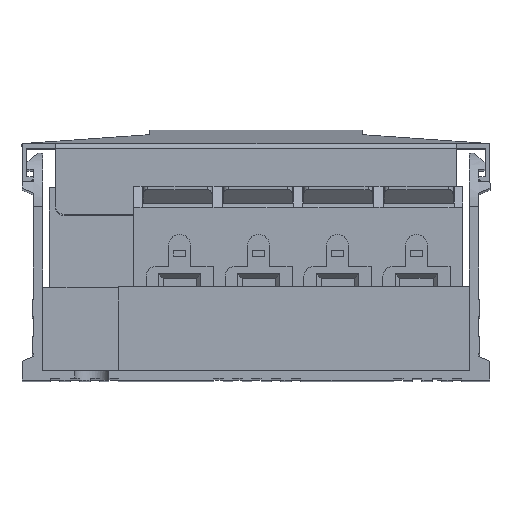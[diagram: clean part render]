
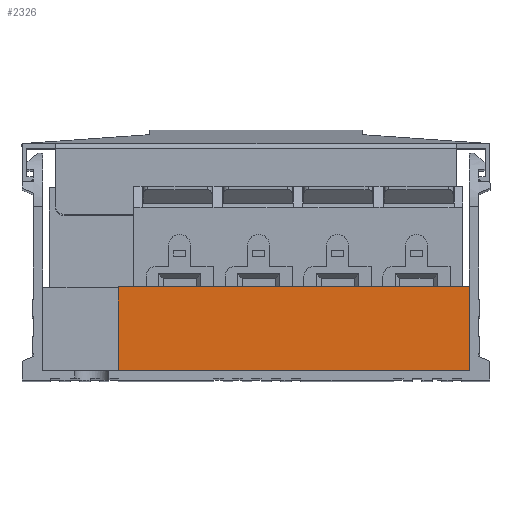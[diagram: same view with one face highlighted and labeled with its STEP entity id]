
A CAD part, top view. The second image highlights one B-rep face of the part: STEP entity #2326.
In plain terms, the highlighted face is planar.
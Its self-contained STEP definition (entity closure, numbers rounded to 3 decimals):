
#817 = CARTESIAN_POINT ( 'NONE',  ( 26.817, -6.807, 0. ) ) ;
#1658 = CARTESIAN_POINT ( 'NONE',  ( 26.817, -6.807, 8.85 ) ) ;
#2326 = ADVANCED_FACE ( 'NONE', ( #4681 ), #8525, .F. ) ;
#2663 = EDGE_CURVE ( 'NONE', #5318, #22193, #21968, .T. ) ;
#3000 = LINE ( 'NONE', #4924, #14531 ) ;
#3030 = ORIENTED_EDGE ( 'NONE', *, *, #2663, .F. ) ;
#3442 = VECTOR ( 'NONE', #11568, 1000. ) ;
#4496 = EDGE_LOOP ( 'NONE', ( #22301, #15597, #3030, #19995 ) ) ;
#4681 = FACE_OUTER_BOUND ( 'NONE', #4496, .T. ) ;
#4924 = CARTESIAN_POINT ( 'NONE',  ( -10.283, -6.807, 0. ) ) ;
#5318 = VERTEX_POINT ( 'NONE', #18528 ) ;
#6195 = CARTESIAN_POINT ( 'NONE',  ( -10.283, -6.807, 8.85 ) ) ;
#6314 = LINE ( 'NONE', #6195, #3442 ) ;
#6719 = DIRECTION ( 'NONE',  ( 0., 0., 1. ) ) ;
#6953 = DIRECTION ( 'NONE',  ( 0., 1., 0. ) ) ;
#7328 = CARTESIAN_POINT ( 'NONE',  ( 26.817, -6.807, 8.85 ) ) ;
#8525 = PLANE ( 'NONE',  #19090 ) ;
#11498 = VECTOR ( 'NONE', #21741, 1000. ) ;
#11568 = DIRECTION ( 'NONE',  ( 0., 0., -1. ) ) ;
#13045 = VERTEX_POINT ( 'NONE', #817 ) ;
#13379 = EDGE_CURVE ( 'NONE', #5318, #21514, #6314, .T. ) ;
#14521 = CARTESIAN_POINT ( 'NONE',  ( -10.283, -6.807, 8.85 ) ) ;
#14531 = VECTOR ( 'NONE', #17493, 1000. ) ;
#14694 = EDGE_CURVE ( 'NONE', #21514, #13045, #3000, .T. ) ;
#15597 = ORIENTED_EDGE ( 'NONE', *, *, #22417, .F. ) ;
#15925 = VECTOR ( 'NONE', #16728, 1000. ) ;
#16728 = DIRECTION ( 'NONE',  ( 0., 0., -1. ) ) ;
#17493 = DIRECTION ( 'NONE',  ( 1., 0., 0. ) ) ;
#18181 = LINE ( 'NONE', #1658, #15925 ) ;
#18528 = CARTESIAN_POINT ( 'NONE',  ( -10.283, -6.807, 8.85 ) ) ;
#19090 = AXIS2_PLACEMENT_3D ( 'NONE', #23074, #6953, #6719 ) ;
#19491 = CARTESIAN_POINT ( 'NONE',  ( -10.283, -6.807, 0. ) ) ;
#19995 = ORIENTED_EDGE ( 'NONE', *, *, #13379, .T. ) ;
#21514 = VERTEX_POINT ( 'NONE', #19491 ) ;
#21741 = DIRECTION ( 'NONE',  ( 1., 0., 0. ) ) ;
#21968 = LINE ( 'NONE', #14521, #11498 ) ;
#22193 = VERTEX_POINT ( 'NONE', #7328 ) ;
#22301 = ORIENTED_EDGE ( 'NONE', *, *, #14694, .T. ) ;
#22417 = EDGE_CURVE ( 'NONE', #22193, #13045, #18181, .T. ) ;
#23074 = CARTESIAN_POINT ( 'NONE',  ( -10.283, -6.807, 8.85 ) ) ;
